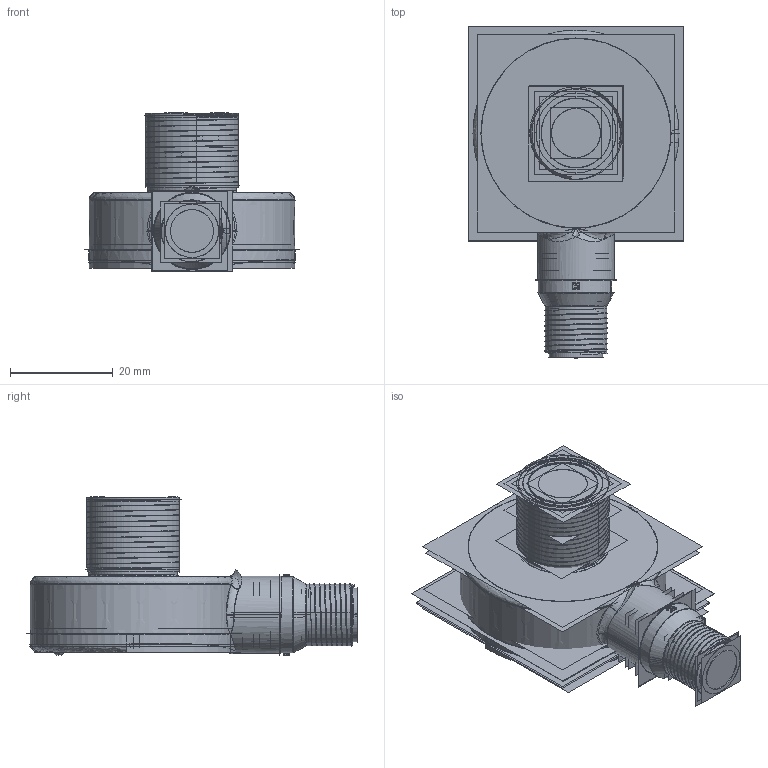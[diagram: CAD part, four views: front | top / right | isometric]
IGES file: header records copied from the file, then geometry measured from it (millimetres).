
Start section:  PTC IGES file: 214676.igs
Global section: file name: 214676.igs; native system: Creo Parametric by PTC Inc.; preprocessor: 2018300; author: pdmadmin; organization: Unknown; date: 20191014.120759; units: millimetre
Bounding box: 41.63 x 64.47 x 30.87 mm (x, y, z)
Volume: 10033.8 mm3; surface area: 100635.6 mm2
Topology: 11 solids, 11 shells, 592 faces, 2924 edges, 3714 vertices
Faces by surface type: revolution 356, bspline 236
